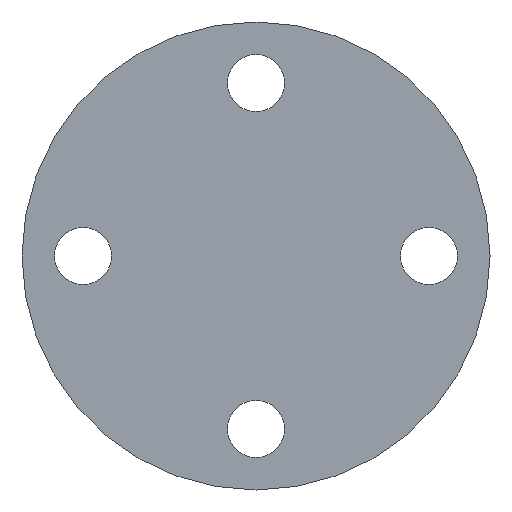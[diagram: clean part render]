
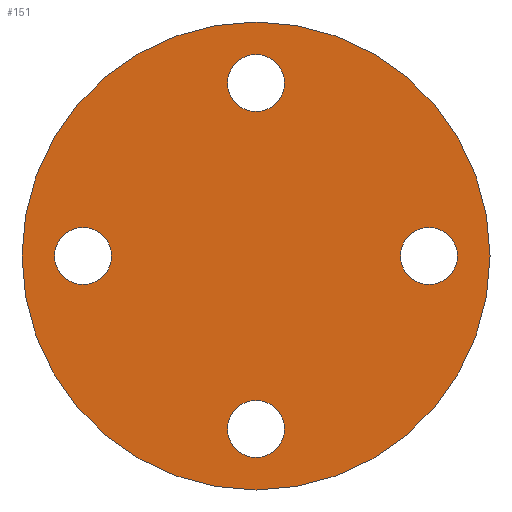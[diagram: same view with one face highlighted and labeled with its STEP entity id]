
A CAD part, left-side view. The second image highlights one B-rep face of the part: STEP entity #151.
In plain terms, the highlighted planar face has unit normal (-1, 0, 0).
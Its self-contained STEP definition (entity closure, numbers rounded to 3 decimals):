
#99 = EDGE_CURVE( '', #111, #109, #244, .T. );
#103 = VERTEX_POINT( '', #248 );
#107 = VERTEX_POINT( '', #252 );
#109 = VERTEX_POINT( '', #254 );
#111 = VERTEX_POINT( '', #256 );
#115 = VERTEX_POINT( '', #260 );
#135 = EDGE_CURVE( '', #161, #209, #281, .T. );
#137 = EDGE_CURVE( '', #107, #211, #283, .T. );
#145 = EDGE_CURVE( '', #109, #111, #291, .T. );
#151 = ADVANCED_FACE( '', ( #297, #298, #299, #300, #301 ), #302, .F. );
#153 = EDGE_CURVE( '', #209, #161, #304, .T. );
#161 = VERTEX_POINT( '', #313 );
#163 = EDGE_CURVE( '', #197, #103, #315, .T. );
#173 = VERTEX_POINT( '', #326 );
#189 = EDGE_CURVE( '', #173, #115, #344, .T. );
#195 = EDGE_CURVE( '', #115, #173, #351, .T. );
#197 = VERTEX_POINT( '', #353 );
#201 = EDGE_CURVE( '', #103, #197, #362, .T. );
#207 = EDGE_CURVE( '', #211, #107, #369, .T. );
#209 = VERTEX_POINT( '', #371 );
#211 = VERTEX_POINT( '', #373 );
#244 = CIRCLE( '', #401, 7. );
#248 = CARTESIAN_POINT( '', ( 0., 0., -57.5 ) );
#252 = CARTESIAN_POINT( '', ( 0., -7., -42.5 ) );
#254 = CARTESIAN_POINT( '', ( 0., -49.5, 0. ) );
#256 = CARTESIAN_POINT( '', ( 0., -35.5, 0. ) );
#260 = CARTESIAN_POINT( '', ( 0., 7., 42.5 ) );
#281 = CIRCLE( '', #451, 7. );
#283 = CIRCLE( '', #454, 7. );
#291 = CIRCLE( '', #463, 7. );
#297 = FACE_BOUND( '', #472, .T. );
#298 = FACE_BOUND( '', #473, .T. );
#299 = FACE_BOUND( '', #474, .T. );
#300 = FACE_BOUND( '', #475, .T. );
#301 = FACE_OUTER_BOUND( '', #476, .T. );
#302 = PLANE( '', #477 );
#304 = CIRCLE( '', #480, 7. );
#313 = CARTESIAN_POINT( '', ( 0., 35.5, 0. ) );
#315 = CIRCLE( '', #493, 57.5 );
#326 = CARTESIAN_POINT( '', ( 0., -7., 42.5 ) );
#344 = CIRCLE( '', #530, 7. );
#351 = CIRCLE( '', #539, 7. );
#353 = CARTESIAN_POINT( '', ( 0., 0., 57.5 ) );
#362 = CIRCLE( '', #551, 57.5 );
#369 = CIRCLE( '', #560, 7. );
#371 = CARTESIAN_POINT( '', ( 0., 49.5, 0. ) );
#373 = CARTESIAN_POINT( '', ( 0., 7., -42.5 ) );
#401 = AXIS2_PLACEMENT_3D( '', #597, #598, #599 );
#451 = AXIS2_PLACEMENT_3D( '', #623, #624, #625 );
#454 = AXIS2_PLACEMENT_3D( '', #626, #627, #628 );
#463 = AXIS2_PLACEMENT_3D( '', #629, #630, #631 );
#472 = EDGE_LOOP( '', ( #637, #638 ) );
#473 = EDGE_LOOP( '', ( #639, #640 ) );
#474 = EDGE_LOOP( '', ( #641, #642 ) );
#475 = EDGE_LOOP( '', ( #643, #644 ) );
#476 = EDGE_LOOP( '', ( #645, #646 ) );
#477 = AXIS2_PLACEMENT_3D( '', #647, #648, #649 );
#480 = AXIS2_PLACEMENT_3D( '', #650, #651, #652 );
#493 = AXIS2_PLACEMENT_3D( '', #664, #665, #666 );
#530 = AXIS2_PLACEMENT_3D( '', #697, #698, #699 );
#539 = AXIS2_PLACEMENT_3D( '', #711, #712, #713 );
#551 = AXIS2_PLACEMENT_3D( '', #728, #729, #730 );
#560 = AXIS2_PLACEMENT_3D( '', #742, #743, #744 );
#597 = CARTESIAN_POINT( '', ( 0., -42.5, 0. ) );
#598 = DIRECTION( '', ( 1., 0., 0. ) );
#599 = DIRECTION( '', ( 0., 1., 0. ) );
#623 = CARTESIAN_POINT( '', ( 0., 42.5, 0. ) );
#624 = DIRECTION( '', ( 1., 0., 0. ) );
#625 = DIRECTION( '', ( 0., 1., 0. ) );
#626 = CARTESIAN_POINT( '', ( 0., 0., -42.5 ) );
#627 = DIRECTION( '', ( 1., 0., 0. ) );
#628 = DIRECTION( '', ( 0., 1., 0. ) );
#629 = CARTESIAN_POINT( '', ( 0., -42.5, 0. ) );
#630 = DIRECTION( '', ( 1., 0., 0. ) );
#631 = DIRECTION( '', ( 0., 1., 0. ) );
#637 = ORIENTED_EDGE( '', *, *, #195, .T. );
#638 = ORIENTED_EDGE( '', *, *, #189, .T. );
#639 = ORIENTED_EDGE( '', *, *, #99, .T. );
#640 = ORIENTED_EDGE( '', *, *, #145, .T. );
#641 = ORIENTED_EDGE( '', *, *, #207, .T. );
#642 = ORIENTED_EDGE( '', *, *, #137, .T. );
#643 = ORIENTED_EDGE( '', *, *, #153, .T. );
#644 = ORIENTED_EDGE( '', *, *, #135, .T. );
#645 = ORIENTED_EDGE( '', *, *, #201, .F. );
#646 = ORIENTED_EDGE( '', *, *, #163, .F. );
#647 = CARTESIAN_POINT( '', ( 0., 0., 0. ) );
#648 = DIRECTION( '', ( 1., 0., 0. ) );
#649 = DIRECTION( '', ( 0., 0., -1. ) );
#650 = CARTESIAN_POINT( '', ( 0., 42.5, 0. ) );
#651 = DIRECTION( '', ( 1., 0., 0. ) );
#652 = DIRECTION( '', ( 0., 1., 0. ) );
#664 = CARTESIAN_POINT( '', ( 0., 0., 0. ) );
#665 = DIRECTION( '', ( 1., 0., 0. ) );
#666 = DIRECTION( '', ( 0., 0., -1. ) );
#697 = CARTESIAN_POINT( '', ( 0., 0., 42.5 ) );
#698 = DIRECTION( '', ( 1., 0., 0. ) );
#699 = DIRECTION( '', ( 0., 1., 0. ) );
#711 = CARTESIAN_POINT( '', ( 0., 0., 42.5 ) );
#712 = DIRECTION( '', ( 1., 0., 0. ) );
#713 = DIRECTION( '', ( 0., 1., 0. ) );
#728 = CARTESIAN_POINT( '', ( 0., 0., 0. ) );
#729 = DIRECTION( '', ( 1., 0., 0. ) );
#730 = DIRECTION( '', ( 0., 0., -1. ) );
#742 = CARTESIAN_POINT( '', ( 0., 0., -42.5 ) );
#743 = DIRECTION( '', ( 1., 0., 0. ) );
#744 = DIRECTION( '', ( 0., 1., 0. ) );
